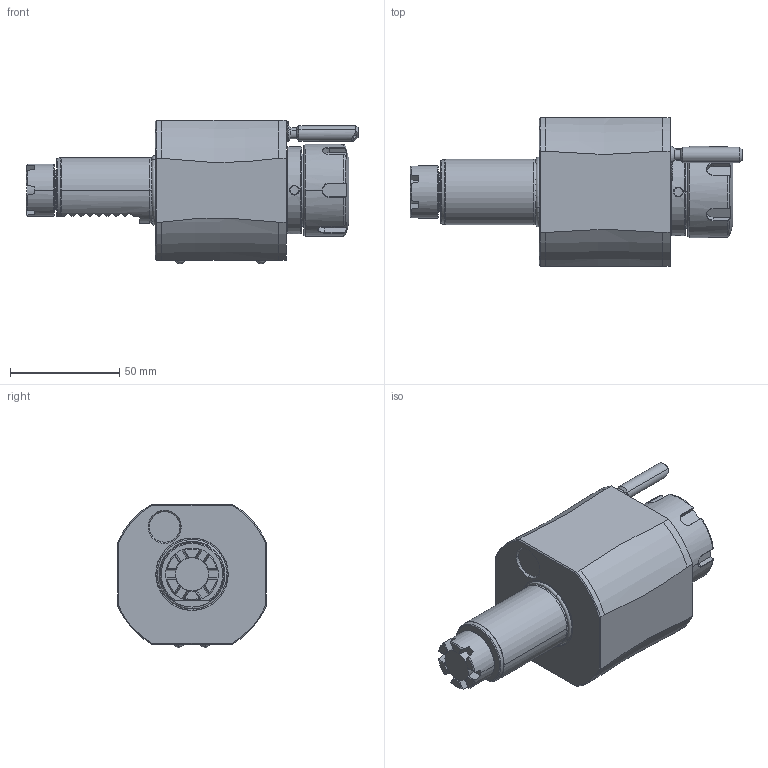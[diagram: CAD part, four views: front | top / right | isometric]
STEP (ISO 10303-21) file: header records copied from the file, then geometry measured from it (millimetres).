
FILE_DESCRIPTION((''),'2;1');
FILE_NAME('NGT1_30_141_25_1','2017-03-10T',('vali'),('NOVA GRUP'),'PRO/ENGINEER BY PARAMETRIC TECHNOLOGY CORPORATION, 2010280','PRO/ENGINEER BY PARAMETRIC TECHNOLOGY CORPORATION, 2010280','');
FILE_SCHEMA(('CONFIG_CONTROL_DESIGN'));
Length unit declared in the file: millimetre
Products named in the file (1): NGT1_30_141_25_1
Bounding box: 151.83 x 68 x 65.6 mm (x, y, z)
Volume: 303866.4 mm3; surface area: 34700.3 mm2
Topology: 1 solids, 1 shells, 291 faces, 744 edges, 468 vertices
Faces by surface type: plane 123, cylinder 63, cone 41, bspline 40, torus 18, sphere 6
Entity records: 12610 total; most frequent: CARTESIAN_POINT 6038, ORIENTED_EDGE 1480, DIRECTION 1171, EDGE_CURVE 740, VERTEX_POINT 468, AXIS2_PLACEMENT_3D 442, EDGE_LOOP 308, FACE_OUTER_BOUND 291
